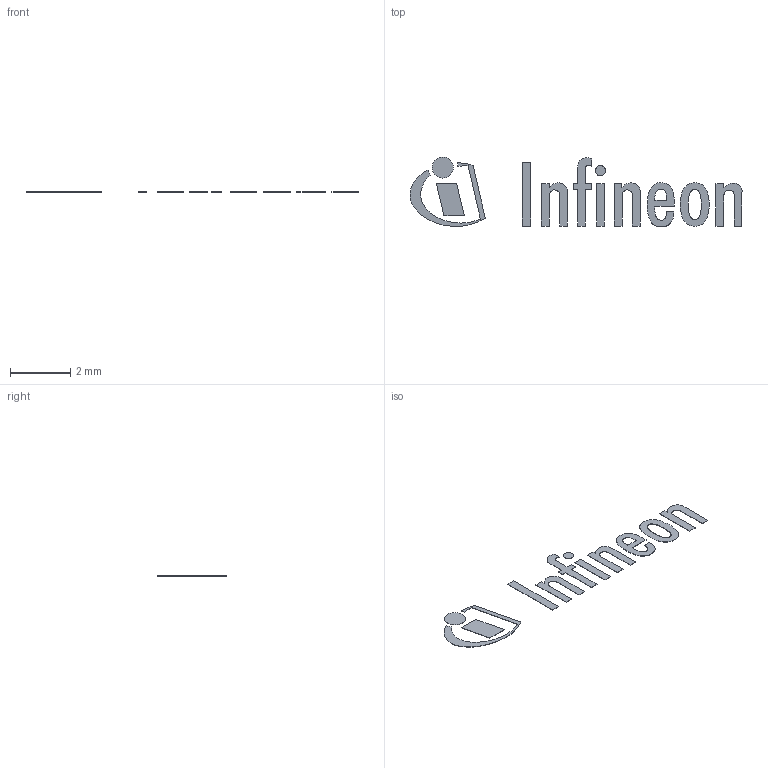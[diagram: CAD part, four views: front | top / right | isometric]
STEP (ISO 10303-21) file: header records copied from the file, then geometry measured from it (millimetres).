
FILE_DESCRIPTION(/* description */ (''),/* implementation_level */ '2;1');
FILE_NAME(/* name */ 'PG-TO247-3-901_LOGO_ipt_36f07d6a.STEP',/* time_stamp */ '2021-11-25T09:42:55-03:00',/* author */ ('jg_ma'),/* organization */ (''),/* preprocessor_version */ 'ST-DEVELOPER v18.1',/* originating_system */ 'Autodesk Inventor 2020',/* authorisation */ '');
FILE_SCHEMA (('AUTOMOTIVE_DESIGN { 1 0 10303 214 3 1 1 }'));
Length unit declared in the file: millimetre
Products named in the file (1): PG-TO247-3-901_LOGO
Bounding box: 11 x 2.32 x 0.01 mm (x, y, z)
Volume: 0.1 mm3; surface area: 16.4 mm2
Topology: 12 solids, 12 shells, 217 faces, 579 edges, 386 vertices
Faces by surface type: cylinder 137, plane 80
Full cylindrical faces by diameter (mm): 0.337 x1, 0.698 x1
Entity records: 6934 total; most frequent: DIRECTION 1289, CARTESIAN_POINT 1183, ORIENTED_EDGE 1158, EDGE_CURVE 579, AXIS2_PLACEMENT_3D 492, VERTEX_POINT 386, LINE 305, VECTOR 305
